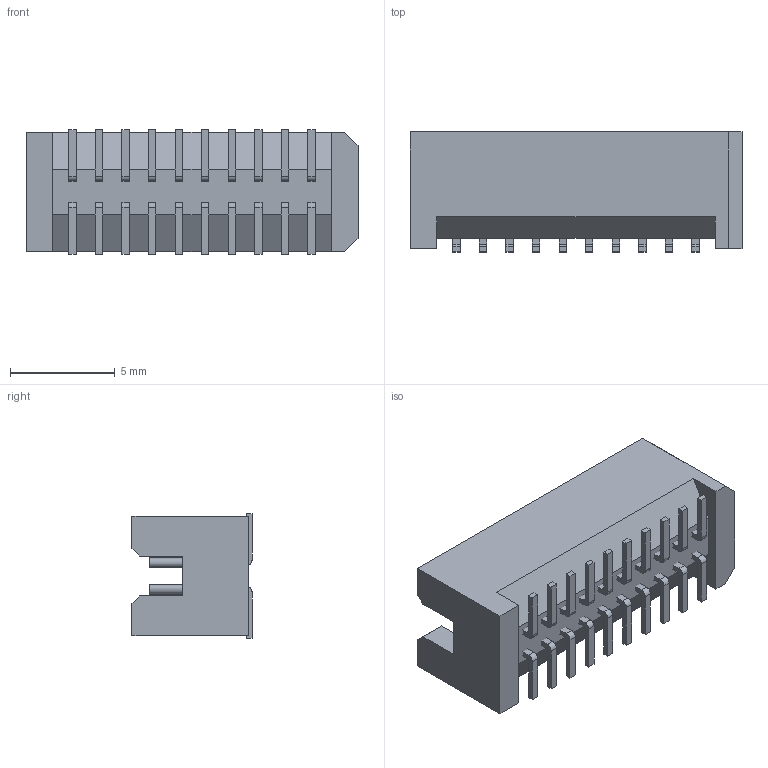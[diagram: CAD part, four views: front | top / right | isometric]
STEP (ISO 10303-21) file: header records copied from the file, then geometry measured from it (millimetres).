
FILE_DESCRIPTION( ( 'STEP AP214' ), '1' );
FILE_NAME( 'TFM-110-02-L-D.stp', '2019-08-25T22:24:26', ( '' ), ( '' ), ' ', 'PARTsolutions', ' ' );
FILE_SCHEMA( ( 'AUTOMOTIVE_DESIGN { 1 0 10303 214 1 1 1 1 }' ) );
Length unit declared in the file: inch
Products named in the file (3): TFM-110-02-L-D; _TFM-110-02-L-D_terminal; _TFM-110-02-L-D_pins
Assembly tree (2 placements, depth 2):
  TFM-110-02-L-D
    _TFM-110-02-L-D_terminal
    _TFM-110-02-L-D_pins
Bounding box: 15.88 x 5.74 x 5.97 mm (x, y, z)
Volume: 252.8 mm3; surface area: 759 mm2
Topology: 2 solids, 2 shells, 252 faces, 697 edges, 469 vertices
Faces by surface type: plane 192, cylinder 60
Full cylindrical faces by diameter (mm): 0.457 x20
Entity records: 9795 total; most frequent: CARTESIAN_POINT 1361, ORIENTED_EDGE 1314, DIRECTION 1287, EDGE_CURVE 657, LINE 537, VECTOR 537, VERTEX_POINT 449, AXIS2_PLACEMENT_3D 375
